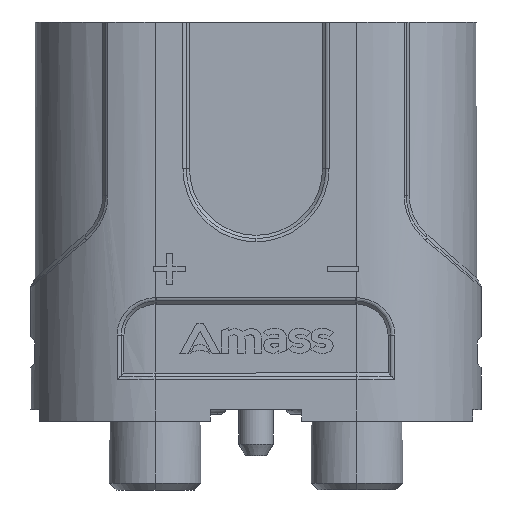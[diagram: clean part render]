
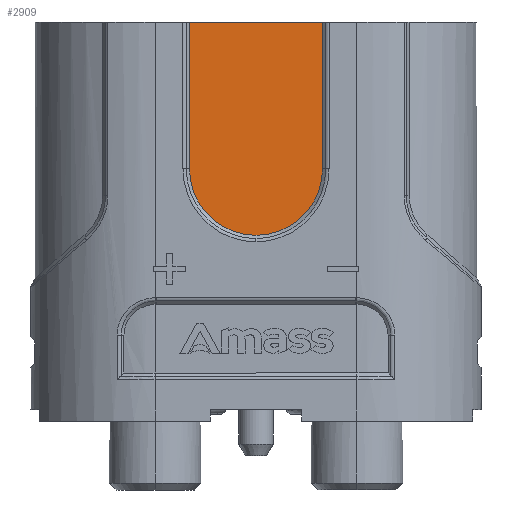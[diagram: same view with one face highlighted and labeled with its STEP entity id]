
A CAD part, front view. The second image highlights one B-rep face of the part: STEP entity #2909.
In plain terms, the highlighted planar face has unit normal (0, -1, 0).
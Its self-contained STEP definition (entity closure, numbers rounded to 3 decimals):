
#940 = CARTESIAN_POINT ( 'NONE',  ( 4.4, -5.225, 0. ) ) ;
#2489 = ORIENTED_EDGE ( 'NONE', *, *, #15307, .F. ) ;
#2510 = CARTESIAN_POINT ( 'NONE',  ( 4.4, -5.225, 0. ) ) ;
#2909 = ADVANCED_FACE ( 'NONE', ( #24845 ), #11555, .T. ) ;
#3017 = AXIS2_PLACEMENT_3D ( 'NONE', #16915, #3579, #19129 ) ;
#3579 = DIRECTION ( 'NONE',  ( 0., 1., 0. ) ) ;
#4361 = AXIS2_PLACEMENT_3D ( 'NONE', #2510, #10547, #28334 ) ;
#5336 = LINE ( 'NONE', #18790, #16480 ) ;
#5472 = EDGE_CURVE ( 'NONE', #22304, #6689, #18128, .T. ) ;
#6103 = CARTESIAN_POINT ( 'NONE',  ( 2.9, -5.225, 0. ) ) ;
#6481 = CIRCLE ( 'NONE', #3017, 2.9 ) ;
#6524 = CARTESIAN_POINT ( 'NONE',  ( 2.9, -5.225, -6.4 ) ) ;
#6689 = VERTEX_POINT ( 'NONE', #26470 ) ;
#7067 = VERTEX_POINT ( 'NONE', #14976 ) ;
#7676 = DIRECTION ( 'NONE',  ( 0., 0., 1. ) ) ;
#9330 = ORIENTED_EDGE ( 'NONE', *, *, #12950, .F. ) ;
#10547 = DIRECTION ( 'NONE',  ( 0., -1., 0. ) ) ;
#11555 = PLANE ( 'NONE',  #4361 ) ;
#12246 = ORIENTED_EDGE ( 'NONE', *, *, #5472, .T. ) ;
#12950 = EDGE_CURVE ( 'NONE', #23694, #7067, #6481, .T. ) ;
#14976 = CARTESIAN_POINT ( 'NONE',  ( -2.9, -5.225, -6.4 ) ) ;
#15307 = EDGE_CURVE ( 'NONE', #7067, #6689, #5336, .T. ) ;
#16480 = VECTOR ( 'NONE', #7676, 1000. ) ;
#16915 = CARTESIAN_POINT ( 'NONE',  ( 0., -5.225, -6.4 ) ) ;
#17373 = ORIENTED_EDGE ( 'NONE', *, *, #23585, .F. ) ;
#18128 = LINE ( 'NONE', #940, #22614 ) ;
#18790 = CARTESIAN_POINT ( 'NONE',  ( -2.9, -5.225, -17.4 ) ) ;
#19129 = DIRECTION ( 'NONE',  ( 0., 0., -1. ) ) ;
#19569 = DIRECTION ( 'NONE',  ( 0., 0., -1. ) ) ;
#20427 = EDGE_LOOP ( 'NONE', ( #2489, #9330, #17373, #12246 ) ) ;
#22304 = VERTEX_POINT ( 'NONE', #6103 ) ;
#22614 = VECTOR ( 'NONE', #27584, 1000. ) ;
#23585 = EDGE_CURVE ( 'NONE', #22304, #23694, #25538, .T. ) ;
#23694 = VERTEX_POINT ( 'NONE', #6524 ) ;
#24073 = CARTESIAN_POINT ( 'NONE',  ( 2.9, -5.225, -17.4 ) ) ;
#24845 = FACE_OUTER_BOUND ( 'NONE', #20427, .T. ) ;
#25538 = LINE ( 'NONE', #24073, #26951 ) ;
#26470 = CARTESIAN_POINT ( 'NONE',  ( -2.9, -5.225, 0. ) ) ;
#26951 = VECTOR ( 'NONE', #19569, 1000. ) ;
#27584 = DIRECTION ( 'NONE',  ( -1., 0., 0. ) ) ;
#28334 = DIRECTION ( 'NONE',  ( -1., 0., 0. ) ) ;
